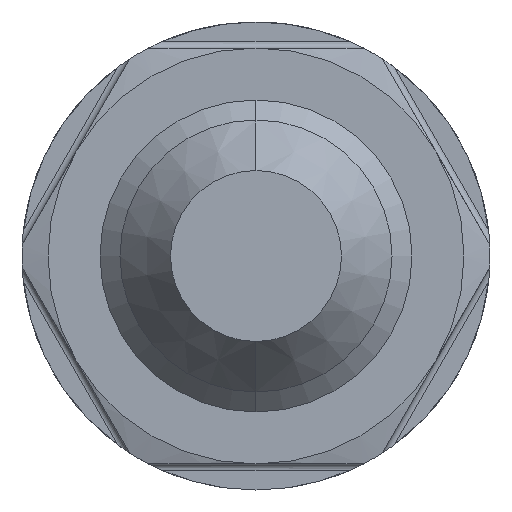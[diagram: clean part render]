
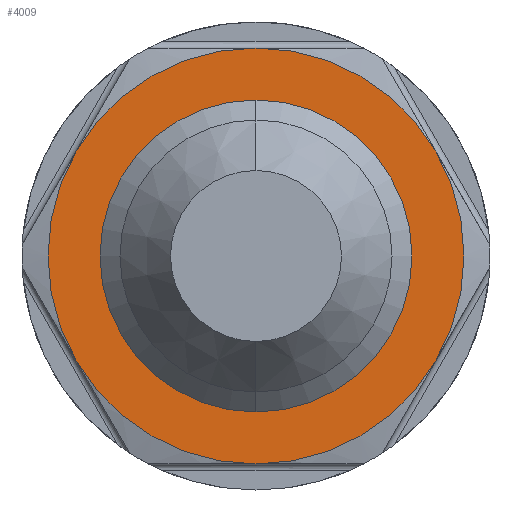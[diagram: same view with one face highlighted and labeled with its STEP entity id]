
A CAD part, left-side view. The second image highlights one B-rep face of the part: STEP entity #4009.
In plain terms, the highlighted planar face has unit normal (-1, 0, 0).
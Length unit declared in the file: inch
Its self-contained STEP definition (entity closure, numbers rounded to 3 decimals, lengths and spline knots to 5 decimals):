
#68 = CIRCLE ( 'NONE', #3433, 0.5 ) ;
#227 = DIRECTION ( 'NONE',  ( 0., 0., 1. ) ) ;
#282 = CARTESIAN_POINT ( 'NONE',  ( 1.25, 0., 0. ) ) ;
#462 = ORIENTED_EDGE ( 'NONE', *, *, #5009, .F. ) ;
#487 = CIRCLE ( 'NONE', #3514, 0.5 ) ;
#724 = PLANE ( 'NONE',  #802 ) ;
#802 = AXIS2_PLACEMENT_3D ( 'NONE', #1753, #5370, #4383 ) ;
#923 = ORIENTED_EDGE ( 'NONE', *, *, #2088, .T. ) ;
#929 = VERTEX_POINT ( 'NONE', #4304 ) ;
#1060 = CARTESIAN_POINT ( 'NONE',  ( 1.25, 0., -0.361 ) ) ;
#1306 = ORIENTED_EDGE ( 'NONE', *, *, #2156, .T. ) ;
#1336 = DIRECTION ( 'NONE',  ( -1., 0., 0. ) ) ;
#1507 = DIRECTION ( 'NONE',  ( -1., 0., 0. ) ) ;
#1515 = EDGE_CURVE ( 'NONE', #4800, #3291, #68, .T. ) ;
#1529 = CARTESIAN_POINT ( 'NONE',  ( 1.25, 0., 0. ) ) ;
#1710 = CIRCLE ( 'NONE', #1997, 0.5 ) ;
#1753 = CARTESIAN_POINT ( 'NONE',  ( 1.25, 0.5, 0. ) ) ;
#1769 = DIRECTION ( 'NONE',  ( 0., 0., 1. ) ) ;
#1900 = FACE_OUTER_BOUND ( 'NONE', #5280, .T. ) ;
#1961 = EDGE_CURVE ( 'NONE', #3291, #5431, #2217, .T. ) ;
#1980 = AXIS2_PLACEMENT_3D ( 'NONE', #282, #4827, #227 ) ;
#1997 = AXIS2_PLACEMENT_3D ( 'NONE', #5295, #4822, #5236 ) ;
#2011 = CIRCLE ( 'NONE', #2606, 0.5 ) ;
#2051 = EDGE_CURVE ( 'NONE', #929, #4800, #1710, .T. ) ;
#2088 = EDGE_CURVE ( 'NONE', #5152, #929, #487, .T. ) ;
#2121 = FACE_BOUND ( 'NONE', #4833, .T. ) ;
#2156 = EDGE_CURVE ( 'NONE', #5431, #2186, #2011, .T. ) ;
#2186 = VERTEX_POINT ( 'NONE', #3051 ) ;
#2217 = CIRCLE ( 'NONE', #2502, 0.5 ) ;
#2218 = CARTESIAN_POINT ( 'NONE',  ( 1.25, 0., -0.5 ) ) ;
#2237 = CARTESIAN_POINT ( 'NONE',  ( 1.25, 0., 0. ) ) ;
#2502 = AXIS2_PLACEMENT_3D ( 'NONE', #1529, #4704, #5163 ) ;
#2572 = VERTEX_POINT ( 'NONE', #1060 ) ;
#2606 = AXIS2_PLACEMENT_3D ( 'NONE', #3065, #2643, #5313 ) ;
#2643 = DIRECTION ( 'NONE',  ( -1., 0., 0. ) ) ;
#2743 = DIRECTION ( 'NONE',  ( -1., 0., 0. ) ) ;
#2771 = CIRCLE ( 'NONE', #5781, 0.361 ) ;
#3051 = CARTESIAN_POINT ( 'NONE',  ( 1.25, 0.43301, -0.25 ) ) ;
#3065 = CARTESIAN_POINT ( 'NONE',  ( 1.25, 0., 0. ) ) ;
#3281 = DIRECTION ( 'NONE',  ( 0., 0., 1. ) ) ;
#3291 = VERTEX_POINT ( 'NONE', #3312 ) ;
#3312 = CARTESIAN_POINT ( 'NONE',  ( 1.25, 0., 0.5 ) ) ;
#3433 = AXIS2_PLACEMENT_3D ( 'NONE', #4952, #1336, #1769 ) ;
#3497 = DIRECTION ( 'NONE',  ( -1., 0., 0. ) ) ;
#3514 = AXIS2_PLACEMENT_3D ( 'NONE', #4786, #3497, #4367 ) ;
#3558 = EDGE_CURVE ( 'NONE', #3792, #2572, #2771, .T. ) ;
#3657 = CARTESIAN_POINT ( 'NONE',  ( 1.25, 0.43301, 0.25 ) ) ;
#3753 = ORIENTED_EDGE ( 'NONE', *, *, #1515, .T. ) ;
#3792 = VERTEX_POINT ( 'NONE', #5330 ) ;
#4009 = ADVANCED_FACE ( 'NONE', ( #2121, #1900 ), #724, .F. ) ;
#4055 = CARTESIAN_POINT ( 'NONE',  ( 1.25, -0.43301, 0.25 ) ) ;
#4304 = CARTESIAN_POINT ( 'NONE',  ( 1.25, -0.43301, -0.25 ) ) ;
#4367 = DIRECTION ( 'NONE',  ( 0., 0., 1. ) ) ;
#4383 = DIRECTION ( 'NONE',  ( 0., 0., -1. ) ) ;
#4406 = ORIENTED_EDGE ( 'NONE', *, *, #4850, .T. ) ;
#4442 = AXIS2_PLACEMENT_3D ( 'NONE', #2237, #2743, #5475 ) ;
#4563 = ORIENTED_EDGE ( 'NONE', *, *, #2051, .T. ) ;
#4704 = DIRECTION ( 'NONE',  ( -1., 0., 0. ) ) ;
#4786 = CARTESIAN_POINT ( 'NONE',  ( 1.25, 0., 0. ) ) ;
#4800 = VERTEX_POINT ( 'NONE', #4055 ) ;
#4822 = DIRECTION ( 'NONE',  ( -1., 0., 0. ) ) ;
#4827 = DIRECTION ( 'NONE',  ( -1., 0., 0. ) ) ;
#4833 = EDGE_LOOP ( 'NONE', ( #4996, #462 ) ) ;
#4850 = EDGE_CURVE ( 'NONE', #2186, #5152, #5537, .T. ) ;
#4952 = CARTESIAN_POINT ( 'NONE',  ( 1.25, 0., 0. ) ) ;
#4996 = ORIENTED_EDGE ( 'NONE', *, *, #3558, .F. ) ;
#5009 = EDGE_CURVE ( 'NONE', #2572, #3792, #5685, .T. ) ;
#5074 = ORIENTED_EDGE ( 'NONE', *, *, #1961, .T. ) ;
#5122 = CARTESIAN_POINT ( 'NONE',  ( 1.25, 0., 0. ) ) ;
#5152 = VERTEX_POINT ( 'NONE', #2218 ) ;
#5163 = DIRECTION ( 'NONE',  ( 0., 0., 1. ) ) ;
#5236 = DIRECTION ( 'NONE',  ( 0., 0., 1. ) ) ;
#5280 = EDGE_LOOP ( 'NONE', ( #5074, #1306, #4406, #923, #4563, #3753 ) ) ;
#5295 = CARTESIAN_POINT ( 'NONE',  ( 1.25, 0., 0. ) ) ;
#5313 = DIRECTION ( 'NONE',  ( 0., 0., 1. ) ) ;
#5330 = CARTESIAN_POINT ( 'NONE',  ( 1.25, 0., 0.361 ) ) ;
#5370 = DIRECTION ( 'NONE',  ( 1., 0., 0. ) ) ;
#5431 = VERTEX_POINT ( 'NONE', #3657 ) ;
#5475 = DIRECTION ( 'NONE',  ( 0., 0., 1. ) ) ;
#5537 = CIRCLE ( 'NONE', #4442, 0.5 ) ;
#5685 = CIRCLE ( 'NONE', #1980, 0.361 ) ;
#5781 = AXIS2_PLACEMENT_3D ( 'NONE', #5122, #1507, #3281 ) ;
